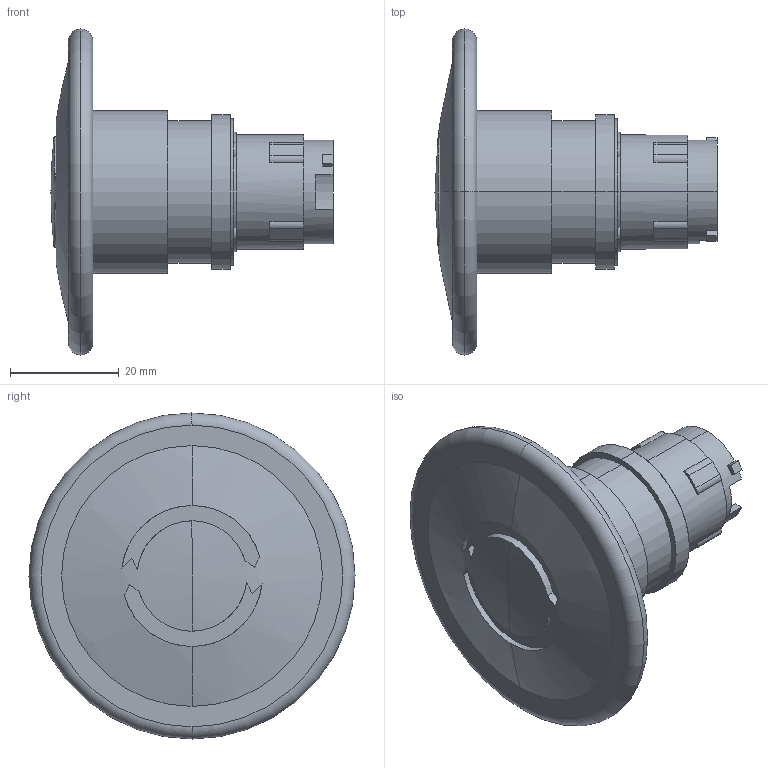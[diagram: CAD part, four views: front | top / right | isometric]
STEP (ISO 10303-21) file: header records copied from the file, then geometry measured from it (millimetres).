
FILE_DESCRIPTION(('starvars output'),'2;1');
FILE_NAME('ZB4BR3_3D.stp','12:00:44 2020/03/31',( 'Thomas Industrial Network Germany GmbH'),( 'Thomas Industrial Network Germany GmbH'),'unknown preprocess','ACIS' ,'unknown authorization');
FILE_SCHEMA(('AUTOMOTIVE_DESIGN_CC2 {UNKNOWN IMPLEMENTATION LEVEL}'));
Length unit declared in the file: millimetre
Products named in the file (1): PRODUCT_ID_5
Bounding box: 51.9 x 60 x 60 mm (x, y, z)
Volume: 36827.9 mm3; surface area: 10280.1 mm2
Topology: 1 solids, 1 shells, 81 faces, 212 edges, 141 vertices
Faces by surface type: plane 39, cylinder 36, torus 4, sphere 2
Entity records: 2998 total; most frequent: ORIENTED_EDGE 424, CARTESIAN_POINT 407, DIRECTION 360, EDGE_CURVE 212, VERTEX_POINT 141, AXIS2_PLACEMENT_3D 134, VECTOR 92, LINE 92
